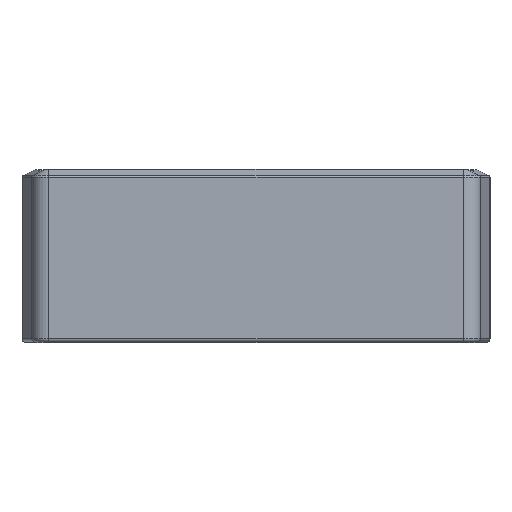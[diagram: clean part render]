
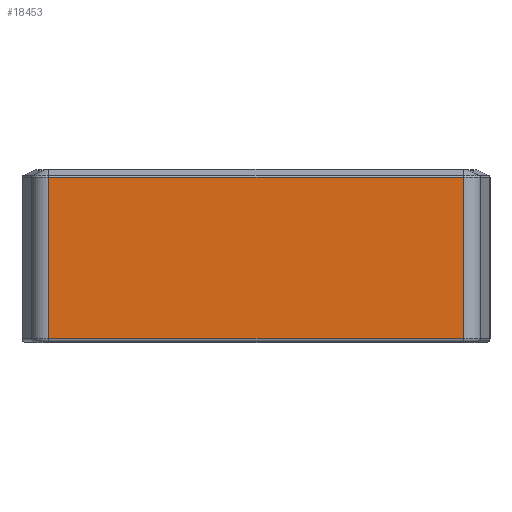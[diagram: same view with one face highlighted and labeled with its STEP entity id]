
A CAD part, top view. The second image highlights one B-rep face of the part: STEP entity #18453.
In plain terms, the highlighted planar face has unit normal (0, 0, 1).
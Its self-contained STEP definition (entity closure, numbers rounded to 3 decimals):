
#1335=DIRECTION('',(-1.,0.,0.));
#1336=VECTOR('',#1335,120.073);
#1337=CARTESIAN_POINT('',(60.036,-24.,34.));
#1338=LINE('',#1337,#1336);
#1339=DIRECTION('',(0.,-1.,0.));
#1340=VECTOR('',#1339,46.691);
#1341=CARTESIAN_POINT('',(-60.036,22.691,34.));
#1342=LINE('',#1341,#1340);
#1343=DIRECTION('',(1.,0.,0.));
#1344=VECTOR('',#1343,120.073);
#1345=CARTESIAN_POINT('',(-60.036,22.691,34.));
#1346=LINE('',#1345,#1344);
#1347=DIRECTION('',(0.,1.,0.));
#1348=VECTOR('',#1347,46.691);
#1349=CARTESIAN_POINT('',(60.036,-24.,34.));
#1350=LINE('',#1349,#1348);
#16391=CARTESIAN_POINT('',(-60.036,22.691,34.));
#16392=VERTEX_POINT('',#16391);
#16395=CARTESIAN_POINT('',(60.036,22.691,34.));
#16396=VERTEX_POINT('',#16395);
#16419=CARTESIAN_POINT('',(-60.036,-24.,34.));
#16420=VERTEX_POINT('',#16419);
#16423=CARTESIAN_POINT('',(60.036,-24.,34.));
#16424=VERTEX_POINT('',#16423);
#18441=CARTESIAN_POINT('',(-67.75,25.,34.));
#18442=DIRECTION('',(0.,0.,1.));
#18443=DIRECTION('',(1.,0.,0.));
#18444=AXIS2_PLACEMENT_3D('',#18441,#18442,#18443);
#18445=PLANE('',#18444);
#18446=ORIENTED_EDGE('',*,*,#18382,.T.);
#18447=ORIENTED_EDGE('',*,*,#18436,.F.);
#18448=ORIENTED_EDGE('',*,*,#17274,.T.);
#18450=ORIENTED_EDGE('',*,*,#18449,.F.);
#18451=EDGE_LOOP('',(#18446,#18447,#18448,#18450));
#18452=FACE_OUTER_BOUND('',#18451,.F.);
#17274=EDGE_CURVE('',#16392,#16396,#1346,.T.);
#18382=EDGE_CURVE('',#16424,#16420,#1338,.T.);
#18436=EDGE_CURVE('',#16392,#16420,#1342,.T.);
#18449=EDGE_CURVE('',#16424,#16396,#1350,.T.);
#18453=ADVANCED_FACE('',(#18452),#18445,.T.);
